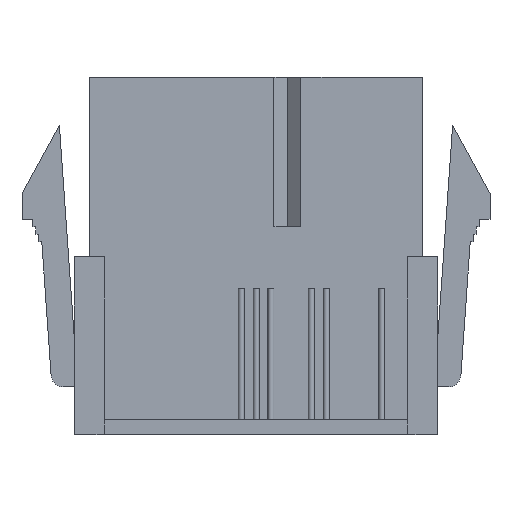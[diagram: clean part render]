
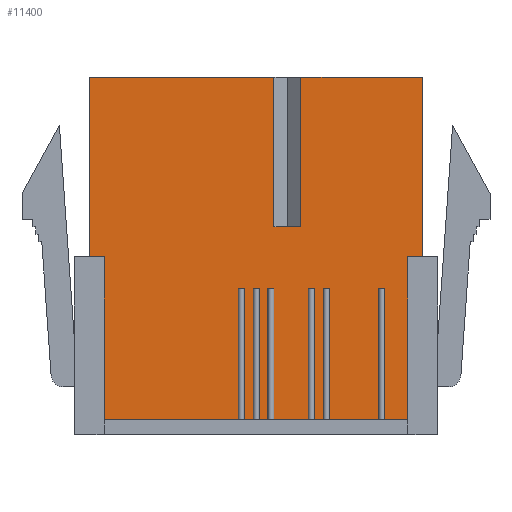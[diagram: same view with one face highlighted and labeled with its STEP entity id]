
A CAD part, front view. The second image highlights one B-rep face of the part: STEP entity #11400.
In plain terms, the highlighted planar face has unit normal (0, -1, 0).
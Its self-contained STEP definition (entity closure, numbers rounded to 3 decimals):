
#48=ORIENTED_EDGE('',*,*,#3436,.T.);
#49=ORIENTED_EDGE('',*,*,#3437,.F.);
#50=ORIENTED_EDGE('',*,*,#3438,.T.);
#51=ORIENTED_EDGE('',*,*,#3439,.T.);
#52=ORIENTED_EDGE('',*,*,#3440,.T.);
#53=ORIENTED_EDGE('',*,*,#3441,.F.);
#54=ORIENTED_EDGE('',*,*,#3442,.T.);
#55=ORIENTED_EDGE('',*,*,#3443,.T.);
#56=ORIENTED_EDGE('',*,*,#3444,.F.);
#57=ORIENTED_EDGE('',*,*,#3445,.F.);
#58=ORIENTED_EDGE('',*,*,#3446,.T.);
#59=ORIENTED_EDGE('',*,*,#3447,.T.);
#60=ORIENTED_EDGE('',*,*,#3448,.F.);
#61=ORIENTED_EDGE('',*,*,#3449,.F.);
#62=ORIENTED_EDGE('',*,*,#3450,.T.);
#63=ORIENTED_EDGE('',*,*,#3451,.T.);
#64=ORIENTED_EDGE('',*,*,#3452,.F.);
#65=ORIENTED_EDGE('',*,*,#3453,.F.);
#66=ORIENTED_EDGE('',*,*,#3454,.F.);
#67=ORIENTED_EDGE('',*,*,#3455,.T.);
#68=ORIENTED_EDGE('',*,*,#3456,.F.);
#69=ORIENTED_EDGE('',*,*,#3457,.F.);
#70=ORIENTED_EDGE('',*,*,#3458,.T.);
#71=ORIENTED_EDGE('',*,*,#3459,.T.);
#72=ORIENTED_EDGE('',*,*,#3460,.F.);
#73=ORIENTED_EDGE('',*,*,#3461,.F.);
#74=ORIENTED_EDGE('',*,*,#3462,.T.);
#75=ORIENTED_EDGE('',*,*,#3463,.T.);
#76=ORIENTED_EDGE('',*,*,#3464,.F.);
#77=ORIENTED_EDGE('',*,*,#3465,.F.);
#78=ORIENTED_EDGE('',*,*,#3466,.T.);
#79=ORIENTED_EDGE('',*,*,#3467,.T.);
#80=ORIENTED_EDGE('',*,*,#3468,.F.);
#81=ORIENTED_EDGE('',*,*,#3469,.F.);
#82=ORIENTED_EDGE('',*,*,#3470,.T.);
#83=ORIENTED_EDGE('',*,*,#3471,.T.);
#3436=EDGE_CURVE('',#5130,#5131,#6238,.T.);
#3437=EDGE_CURVE('',#5132,#5131,#6239,.T.);
#3438=EDGE_CURVE('',#5132,#5133,#6240,.T.);
#3439=EDGE_CURVE('',#5133,#5134,#6241,.T.);
#3440=EDGE_CURVE('',#5134,#5135,#6242,.T.);
#3441=EDGE_CURVE('',#5136,#5135,#6243,.T.);
#3442=EDGE_CURVE('',#5136,#5137,#6244,.T.);
#3443=EDGE_CURVE('',#5137,#5138,#6245,.T.);
#3444=EDGE_CURVE('',#5139,#5138,#6246,.T.);
#3445=EDGE_CURVE('',#5140,#5139,#6247,.T.);
#3446=EDGE_CURVE('',#5140,#5141,#6248,.T.);
#3447=EDGE_CURVE('',#5141,#5142,#6249,.T.);
#3448=EDGE_CURVE('',#5143,#5142,#6250,.T.);
#3449=EDGE_CURVE('',#5144,#5143,#6251,.T.);
#3450=EDGE_CURVE('',#5144,#5145,#6252,.T.);
#3451=EDGE_CURVE('',#5145,#5146,#6253,.T.);
#3452=EDGE_CURVE('',#5147,#5146,#6254,.T.);
#3453=EDGE_CURVE('',#5148,#5147,#6255,.T.);
#3454=EDGE_CURVE('',#5149,#5148,#6256,.T.);
#3455=EDGE_CURVE('',#5149,#5150,#6257,.T.);
#3456=EDGE_CURVE('',#5151,#5150,#6258,.T.);
#3457=EDGE_CURVE('',#5152,#5151,#6259,.T.);
#3458=EDGE_CURVE('',#5152,#5153,#6260,.T.);
#3459=EDGE_CURVE('',#5153,#5154,#6261,.T.);
#3460=EDGE_CURVE('',#5155,#5154,#6262,.T.);
#3461=EDGE_CURVE('',#5156,#5155,#6263,.T.);
#3462=EDGE_CURVE('',#5156,#5157,#6264,.T.);
#3463=EDGE_CURVE('',#5157,#5158,#6265,.T.);
#3464=EDGE_CURVE('',#5159,#5158,#6266,.T.);
#3465=EDGE_CURVE('',#5160,#5159,#6267,.T.);
#3466=EDGE_CURVE('',#5160,#5161,#6268,.T.);
#3467=EDGE_CURVE('',#5161,#5162,#6269,.T.);
#3468=EDGE_CURVE('',#5163,#5162,#6270,.T.);
#3469=EDGE_CURVE('',#5164,#5163,#6271,.T.);
#3470=EDGE_CURVE('',#5164,#5165,#6272,.T.);
#3471=EDGE_CURVE('',#5165,#5130,#6273,.T.);
#5130=VERTEX_POINT('',#15509);
#5131=VERTEX_POINT('',#15510);
#5132=VERTEX_POINT('',#15512);
#5133=VERTEX_POINT('',#15514);
#5134=VERTEX_POINT('',#15516);
#5135=VERTEX_POINT('',#15518);
#5136=VERTEX_POINT('',#15520);
#5137=VERTEX_POINT('',#15522);
#5138=VERTEX_POINT('',#15524);
#5139=VERTEX_POINT('',#15526);
#5140=VERTEX_POINT('',#15528);
#5141=VERTEX_POINT('',#15530);
#5142=VERTEX_POINT('',#15532);
#5143=VERTEX_POINT('',#15534);
#5144=VERTEX_POINT('',#15536);
#5145=VERTEX_POINT('',#15538);
#5146=VERTEX_POINT('',#15540);
#5147=VERTEX_POINT('',#15542);
#5148=VERTEX_POINT('',#15544);
#5149=VERTEX_POINT('',#15546);
#5150=VERTEX_POINT('',#15548);
#5151=VERTEX_POINT('',#15550);
#5152=VERTEX_POINT('',#15552);
#5153=VERTEX_POINT('',#15554);
#5154=VERTEX_POINT('',#15556);
#5155=VERTEX_POINT('',#15558);
#5156=VERTEX_POINT('',#15560);
#5157=VERTEX_POINT('',#15562);
#5158=VERTEX_POINT('',#15564);
#5159=VERTEX_POINT('',#15566);
#5160=VERTEX_POINT('',#15568);
#5161=VERTEX_POINT('',#15570);
#5162=VERTEX_POINT('',#15572);
#5163=VERTEX_POINT('',#15574);
#5164=VERTEX_POINT('',#15576);
#5165=VERTEX_POINT('',#15578);
#6238=LINE('',#15508,#7916);
#6239=LINE('',#15511,#7917);
#6240=LINE('',#15513,#7918);
#6241=LINE('',#15515,#7919);
#6242=LINE('',#15517,#7920);
#6243=LINE('',#15519,#7921);
#6244=LINE('',#15521,#7922);
#6245=LINE('',#15523,#7923);
#6246=LINE('',#15525,#7924);
#6247=LINE('',#15527,#7925);
#6248=LINE('',#15529,#7926);
#6249=LINE('',#15531,#7927);
#6250=LINE('',#15533,#7928);
#6251=LINE('',#15535,#7929);
#6252=LINE('',#15537,#7930);
#6253=LINE('',#15539,#7931);
#6254=LINE('',#15541,#7932);
#6255=LINE('',#15543,#7933);
#6256=LINE('',#15545,#7934);
#6257=LINE('',#15547,#7935);
#6258=LINE('',#15549,#7936);
#6259=LINE('',#15551,#7937);
#6260=LINE('',#15553,#7938);
#6261=LINE('',#15555,#7939);
#6262=LINE('',#15557,#7940);
#6263=LINE('',#15559,#7941);
#6264=LINE('',#15561,#7942);
#6265=LINE('',#15563,#7943);
#6266=LINE('',#15565,#7944);
#6267=LINE('',#15567,#7945);
#6268=LINE('',#15569,#7946);
#6269=LINE('',#15571,#7947);
#6270=LINE('',#15573,#7948);
#6271=LINE('',#15575,#7949);
#6272=LINE('',#15577,#7950);
#6273=LINE('',#15579,#7951);
#7916=VECTOR('',#12616,1000.);
#7917=VECTOR('',#12617,1000.);
#7918=VECTOR('',#12618,1000.);
#7919=VECTOR('',#12619,1000.);
#7920=VECTOR('',#12620,1000.);
#7921=VECTOR('',#12621,1000.);
#7922=VECTOR('',#12622,1000.);
#7923=VECTOR('',#12623,1000.);
#7924=VECTOR('',#12624,1000.);
#7925=VECTOR('',#12625,1000.);
#7926=VECTOR('',#12626,1000.);
#7927=VECTOR('',#12627,1000.);
#7928=VECTOR('',#12628,1000.);
#7929=VECTOR('',#12629,1000.);
#7930=VECTOR('',#12630,1000.);
#7931=VECTOR('',#12631,1000.);
#7932=VECTOR('',#12632,1000.);
#7933=VECTOR('',#12633,1000.);
#7934=VECTOR('',#12634,1000.);
#7935=VECTOR('',#12635,1000.);
#7936=VECTOR('',#12636,1000.);
#7937=VECTOR('',#12637,1000.);
#7938=VECTOR('',#12638,1000.);
#7939=VECTOR('',#12639,1000.);
#7940=VECTOR('',#12640,1000.);
#7941=VECTOR('',#12641,1000.);
#7942=VECTOR('',#12642,1000.);
#7943=VECTOR('',#12643,1000.);
#7944=VECTOR('',#12644,1000.);
#7945=VECTOR('',#12645,1000.);
#7946=VECTOR('',#12646,1000.);
#7947=VECTOR('',#12647,1000.);
#7948=VECTOR('',#12648,1000.);
#7949=VECTOR('',#12649,1000.);
#7950=VECTOR('',#12650,1000.);
#7951=VECTOR('',#12651,1000.);
#9594=EDGE_LOOP('',(#48,#49,#50,#51,#52,#53,#54,#55,#56,#57,#58,#59,#60,
#61,#62,#63,#64,#65,#66,#67,#68,#69,#70,#71,#72,#73,#74,#75,#76,#77,#78,
#79,#80,#81,#82,#83));
#10206=FACE_BOUND('',#9594,.T.);
#10818=PLANE('',#12005);
#11400=ADVANCED_FACE('',(#10206),#10818,.T.);
#12005=AXIS2_PLACEMENT_3D('',#15507,#12614,#12615);
#12614=DIRECTION('',(0.,-1.,0.));
#12615=DIRECTION('',(0.,0.,-1.));
#12616=DIRECTION('',(-1.,0.,0.));
#12617=DIRECTION('',(0.,0.,1.));
#12618=DIRECTION('',(-1.,0.,0.));
#12619=DIRECTION('',(0.,0.,1.));
#12620=DIRECTION('',(-1.,0.,0.));
#12621=DIRECTION('',(0.,0.,1.));
#12622=DIRECTION('',(1.,0.,0.));
#12623=DIRECTION('',(0.,0.,-1.));
#12624=DIRECTION('',(-1.,0.,0.));
#12625=DIRECTION('',(0.,0.,-1.));
#12626=DIRECTION('',(1.,0.,0.));
#12627=DIRECTION('',(0.,0.,-1.));
#12628=DIRECTION('',(-1.,0.,0.));
#12629=DIRECTION('',(0.,0.,-1.));
#12630=DIRECTION('',(1.,0.,0.));
#12631=DIRECTION('',(0.,0.,-1.));
#12632=DIRECTION('',(-1.,0.,0.));
#12633=DIRECTION('',(0.,0.,-1.));
#12634=DIRECTION('',(-1.,0.,0.));
#12635=DIRECTION('',(0.,0.,-1.));
#12636=DIRECTION('',(-1.,0.,0.));
#12637=DIRECTION('',(0.,0.,-1.));
#12638=DIRECTION('',(1.,0.,0.));
#12639=DIRECTION('',(0.,0.,-1.));
#12640=DIRECTION('',(-1.,0.,0.));
#12641=DIRECTION('',(0.,0.,-1.));
#12642=DIRECTION('',(1.,0.,0.));
#12643=DIRECTION('',(0.,0.,-1.));
#12644=DIRECTION('',(-1.,0.,0.));
#12645=DIRECTION('',(0.,0.,-1.));
#12646=DIRECTION('',(1.,0.,0.));
#12647=DIRECTION('',(0.,0.,-1.));
#12648=DIRECTION('',(-1.,0.,0.));
#12649=DIRECTION('',(0.,0.,-1.));
#12650=DIRECTION('',(1.,0.,0.));
#12651=DIRECTION('',(0.,0.,1.));
#15507=CARTESIAN_POINT('',(11.15,-4.8,-11.95));
#15508=CARTESIAN_POINT('',(11.15,-4.8,11.95));
#15509=CARTESIAN_POINT('',(11.15,-4.8,11.95));
#15510=CARTESIAN_POINT('',(3.,-4.8,11.95));
#15511=CARTESIAN_POINT('',(3.,-4.8,1.95));
#15512=CARTESIAN_POINT('',(3.,-4.8,1.95));
#15513=CARTESIAN_POINT('',(3.,-4.8,1.95));
#15514=CARTESIAN_POINT('',(1.2,-4.8,1.95));
#15515=CARTESIAN_POINT('',(1.2,-4.8,1.95));
#15516=CARTESIAN_POINT('',(1.2,-4.8,11.95));
#15517=CARTESIAN_POINT('',(11.15,-4.8,11.95));
#15518=CARTESIAN_POINT('',(-11.15,-4.8,11.95));
#15519=CARTESIAN_POINT('',(-11.15,-4.8,-11.95));
#15520=CARTESIAN_POINT('',(-11.15,-4.8,-0.05));
#15521=CARTESIAN_POINT('',(-11.15,-4.8,-0.05));
#15522=CARTESIAN_POINT('',(-10.15,-4.8,-0.05));
#15523=CARTESIAN_POINT('',(-10.15,-4.8,-0.05));
#15524=CARTESIAN_POINT('',(-10.15,-4.8,-10.95));
#15525=CARTESIAN_POINT('',(10.15,-4.8,-10.95));
#15526=CARTESIAN_POINT('',(-1.199,-4.8,-10.95));
#15527=CARTESIAN_POINT('',(-1.199,-4.8,-2.15));
#15528=CARTESIAN_POINT('',(-1.199,-4.8,-2.15));
#15529=CARTESIAN_POINT('',(-0.799,-4.8,-2.15));
#15530=CARTESIAN_POINT('',(-0.799,-4.8,-2.15));
#15531=CARTESIAN_POINT('',(-0.799,-4.8,-2.15));
#15532=CARTESIAN_POINT('',(-0.799,-4.8,-10.95));
#15533=CARTESIAN_POINT('',(10.15,-4.8,-10.95));
#15534=CARTESIAN_POINT('',(-0.199,-4.8,-10.95));
#15535=CARTESIAN_POINT('',(-0.199,-4.8,-2.15));
#15536=CARTESIAN_POINT('',(-0.199,-4.8,-2.15));
#15537=CARTESIAN_POINT('',(-0.199,-4.8,-2.15));
#15538=CARTESIAN_POINT('',(0.201,-4.8,-2.15));
#15539=CARTESIAN_POINT('',(0.201,-4.8,-2.15));
#15540=CARTESIAN_POINT('',(0.201,-4.8,-10.95));
#15541=CARTESIAN_POINT('',(10.15,-4.8,-10.95));
#15542=CARTESIAN_POINT('',(0.801,-4.8,-10.95));
#15543=CARTESIAN_POINT('',(0.801,-4.8,-2.15));
#15544=CARTESIAN_POINT('',(0.801,-4.8,-2.15));
#15545=CARTESIAN_POINT('',(1.201,-4.8,-2.15));
#15546=CARTESIAN_POINT('',(1.201,-4.8,-2.15));
#15547=CARTESIAN_POINT('',(1.201,-4.8,-2.15));
#15548=CARTESIAN_POINT('',(1.201,-4.8,-10.95));
#15549=CARTESIAN_POINT('',(10.15,-4.8,-10.95));
#15550=CARTESIAN_POINT('',(3.5,-4.8,-10.95));
#15551=CARTESIAN_POINT('',(3.5,-4.8,-2.15));
#15552=CARTESIAN_POINT('',(3.5,-4.8,-2.15));
#15553=CARTESIAN_POINT('',(3.9,-4.8,-2.15));
#15554=CARTESIAN_POINT('',(3.9,-4.8,-2.15));
#15555=CARTESIAN_POINT('',(3.9,-4.8,-2.15));
#15556=CARTESIAN_POINT('',(3.9,-4.8,-10.95));
#15557=CARTESIAN_POINT('',(10.15,-4.8,-10.95));
#15558=CARTESIAN_POINT('',(4.5,-4.8,-10.95));
#15559=CARTESIAN_POINT('',(4.5,-4.8,-2.15));
#15560=CARTESIAN_POINT('',(4.5,-4.8,-2.15));
#15561=CARTESIAN_POINT('',(4.5,-4.8,-2.15));
#15562=CARTESIAN_POINT('',(4.9,-4.8,-2.15));
#15563=CARTESIAN_POINT('',(4.9,-4.8,-2.15));
#15564=CARTESIAN_POINT('',(4.9,-4.8,-10.95));
#15565=CARTESIAN_POINT('',(10.15,-4.8,-10.95));
#15566=CARTESIAN_POINT('',(8.2,-4.8,-10.95));
#15567=CARTESIAN_POINT('',(8.2,-4.8,-2.15));
#15568=CARTESIAN_POINT('',(8.2,-4.8,-2.15));
#15569=CARTESIAN_POINT('',(8.6,-4.8,-2.15));
#15570=CARTESIAN_POINT('',(8.6,-4.8,-2.15));
#15571=CARTESIAN_POINT('',(8.6,-4.8,-2.15));
#15572=CARTESIAN_POINT('',(8.6,-4.8,-10.95));
#15573=CARTESIAN_POINT('',(10.15,-4.8,-10.95));
#15574=CARTESIAN_POINT('',(10.15,-4.8,-10.95));
#15575=CARTESIAN_POINT('',(10.15,-4.8,-0.05));
#15576=CARTESIAN_POINT('',(10.15,-4.8,-0.05));
#15577=CARTESIAN_POINT('',(10.15,-4.8,-0.05));
#15578=CARTESIAN_POINT('',(11.15,-4.8,-0.05));
#15579=CARTESIAN_POINT('',(11.15,-4.8,-11.95));
